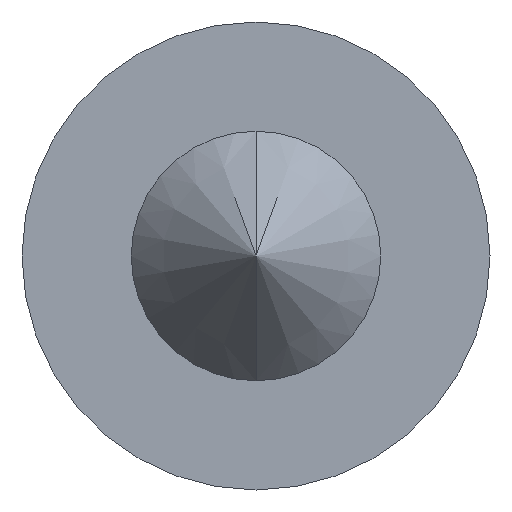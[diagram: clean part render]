
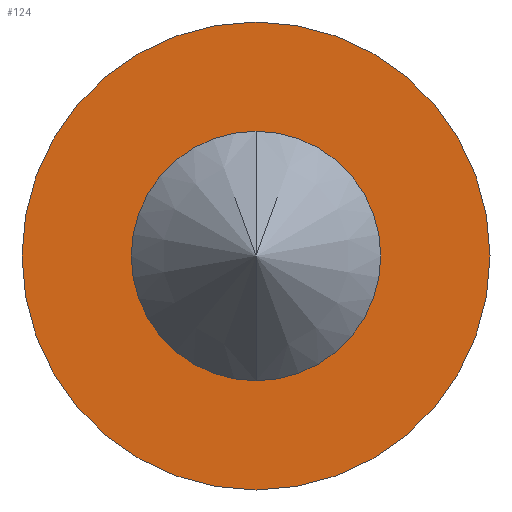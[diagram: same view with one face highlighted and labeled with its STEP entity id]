
A CAD part, front view. The second image highlights one B-rep face of the part: STEP entity #124.
In plain terms, the highlighted planar face has unit normal (0, -1, 0).
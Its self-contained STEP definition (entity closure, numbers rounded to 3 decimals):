
#3 = EDGE_CURVE ( 'NONE', #873, #803, #142, .T. ) ;
#33 = EDGE_CURVE ( 'NONE', #870, #865, #106, .T. ) ;
#48 = EDGE_CURVE ( 'NONE', #803, #873, #137, .T. ) ;
#58 = EDGE_CURVE ( 'NONE', #865, #870, #138, .T. ) ;
#106 = CIRCLE ( 'NONE', #186, 7.5 ) ;
#124 = ADVANCED_FACE ( 'NONE', ( #680, #685 ), #283, .T. ) ;
#137 = CIRCLE ( 'NONE', #827, 3.5 ) ;
#138 = CIRCLE ( 'NONE', #841, 7.5 ) ;
#142 = CIRCLE ( 'NONE', #156, 3.5 ) ;
#156 = AXIS2_PLACEMENT_3D ( 'NONE', #887, #891, #892 ) ;
#186 = AXIS2_PLACEMENT_3D ( 'NONE', #370, #383, #384 ) ;
#283 = PLANE ( 'NONE',  #687 ) ;
#284 = CARTESIAN_POINT ( 'NONE',  ( 0., 0., 3. ) ) ;
#285 = DIRECTION ( 'NONE',  ( 0., -1., 0. ) ) ;
#286 = DIRECTION ( 'NONE',  ( 0., 0., -1. ) ) ;
#333 = CARTESIAN_POINT ( 'NONE',  ( 0., 0., 3.5 ) ) ;
#370 = CARTESIAN_POINT ( 'NONE',  ( 0., 0., 0. ) ) ;
#383 = DIRECTION ( 'NONE',  ( 0., 1., 0. ) ) ;
#384 = DIRECTION ( 'NONE',  ( 0., 0., 1. ) ) ;
#481 = CARTESIAN_POINT ( 'NONE',  ( 0., 0., 0. ) ) ;
#482 = DIRECTION ( 'NONE',  ( 0., 1., 0. ) ) ;
#483 = DIRECTION ( 'NONE',  ( 0., 0., -1. ) ) ;
#505 = CARTESIAN_POINT ( 'NONE',  ( 0., 0., 0. ) ) ;
#512 = DIRECTION ( 'NONE',  ( 0., 1., 0. ) ) ;
#513 = DIRECTION ( 'NONE',  ( 0., 0., 1. ) ) ;
#573 = ORIENTED_EDGE ( 'NONE', *, *, #3, .T. ) ;
#574 = ORIENTED_EDGE ( 'NONE', *, *, #48, .T. ) ;
#575 = ORIENTED_EDGE ( 'NONE', *, *, #58, .F. ) ;
#576 = ORIENTED_EDGE ( 'NONE', *, *, #33, .F. ) ;
#634 = EDGE_LOOP ( 'NONE', ( #573, #574 ) ) ;
#635 = EDGE_LOOP ( 'NONE', ( #576, #575 ) ) ;
#680 = FACE_BOUND ( 'NONE', #634, .T. ) ;
#685 = FACE_OUTER_BOUND ( 'NONE', #635, .T. ) ;
#687 = AXIS2_PLACEMENT_3D ( 'NONE', #284, #285, #286 ) ;
#712 = CARTESIAN_POINT ( 'NONE',  ( 0., 0., -7.5 ) ) ;
#717 = CARTESIAN_POINT ( 'NONE',  ( 0., 0., 7.5 ) ) ;
#720 = CARTESIAN_POINT ( 'NONE',  ( 0., 0., -3.5 ) ) ;
#803 = VERTEX_POINT ( 'NONE', #333 ) ;
#827 = AXIS2_PLACEMENT_3D ( 'NONE', #481, #482, #483 ) ;
#841 = AXIS2_PLACEMENT_3D ( 'NONE', #505, #512, #513 ) ;
#865 = VERTEX_POINT ( 'NONE', #712 ) ;
#870 = VERTEX_POINT ( 'NONE', #717 ) ;
#873 = VERTEX_POINT ( 'NONE', #720 ) ;
#887 = CARTESIAN_POINT ( 'NONE',  ( 0., 0., 0. ) ) ;
#891 = DIRECTION ( 'NONE',  ( 0., 1., 0. ) ) ;
#892 = DIRECTION ( 'NONE',  ( 0., 0., -1. ) ) ;
